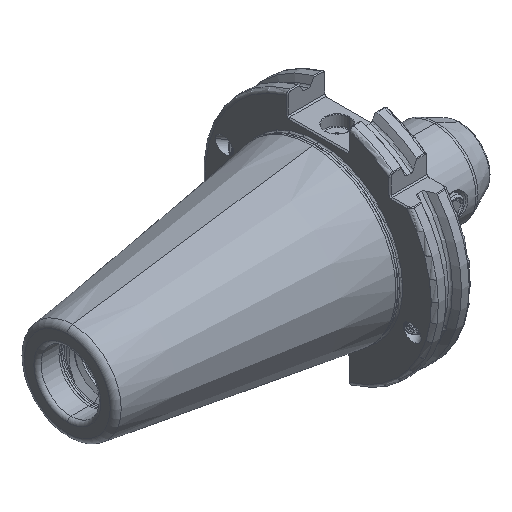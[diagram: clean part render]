
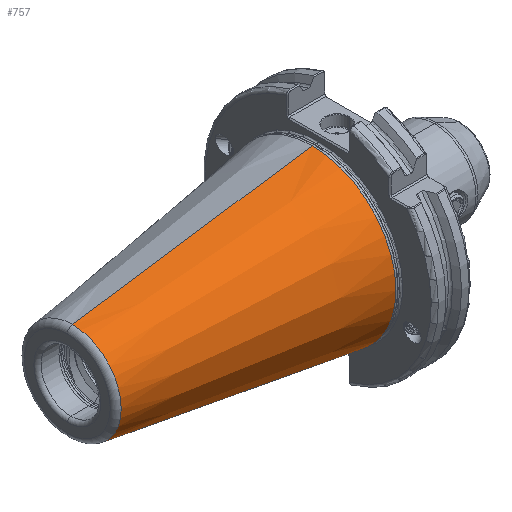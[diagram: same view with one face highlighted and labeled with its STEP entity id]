
A CAD part, isometric view. The second image highlights one B-rep face of the part: STEP entity #757.
In plain terms, the highlighted conical face has half-angle 8.297 degrees and reference radius 35.392 mm.
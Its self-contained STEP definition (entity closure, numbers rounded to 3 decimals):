
#757 = ADVANCED_FACE ( 'NONE', ( #1177 ), #1195, .T. ) ;
#1177 = FACE_OUTER_BOUND ( 'NONE', #5860, .T. ) ;
#1195 = CONICAL_SURFACE ( 'NONE', #11884, 35.392, 0.145 ) ;
#1778 = CARTESIAN_POINT ( 'NONE',  ( -102.811, 0., -20.399 ) ) ;
#1806 = CARTESIAN_POINT ( 'NONE',  ( -2.5, 0., -35.027 ) ) ;
#1810 = CARTESIAN_POINT ( 'NONE',  ( -2.5, -35.027, 0. ) ) ;
#1811 = CARTESIAN_POINT ( 'NONE',  ( -2.5, 0., 35.027 ) ) ;
#1892 = CARTESIAN_POINT ( 'NONE',  ( -102.811, 0., 20.399 ) ) ;
#4327 = EDGE_CURVE ( 'NONE', #6410, #6408, #13237, .T. ) ;
#4369 = EDGE_CURVE ( 'NONE', #6402, #6371, #13224, .T. ) ;
#5288 = DIRECTION ( 'NONE',  ( 0.99, 0., 0.144 ) ) ;
#5594 = CARTESIAN_POINT ( 'NONE',  ( 0., 0., 35.392 ) ) ;
#5860 = EDGE_LOOP ( 'NONE', ( #9878, #9935, #9937, #9965, #10000 ) ) ;
#6371 = VERTEX_POINT ( 'NONE', #1806 ) ;
#6378 = VERTEX_POINT ( 'NONE', #1811 ) ;
#6402 = VERTEX_POINT ( 'NONE', #1810 ) ;
#6408 = VERTEX_POINT ( 'NONE', #1778 ) ;
#6410 = VERTEX_POINT ( 'NONE', #1892 ) ;
#7072 = CARTESIAN_POINT ( 'NONE',  ( -2.5, 0., 0. ) ) ;
#7073 = DIRECTION ( 'NONE',  ( 0., 1., 0. ) ) ;
#7083 = DIRECTION ( 'NONE',  ( 1., 0., 0. ) ) ;
#7890 = DIRECTION ( 'NONE',  ( 1., 0., 0. ) ) ;
#7901 = DIRECTION ( 'NONE',  ( 0., 0., 1. ) ) ;
#7987 = CARTESIAN_POINT ( 'NONE',  ( -102.811, 0., 0. ) ) ;
#9878 = ORIENTED_EDGE ( 'NONE', *, *, #12106, .F. ) ;
#9935 = ORIENTED_EDGE ( 'NONE', *, *, #4327, .T. ) ;
#9937 = ORIENTED_EDGE ( 'NONE', *, *, #12113, .T. ) ;
#9965 = ORIENTED_EDGE ( 'NONE', *, *, #4369, .F. ) ;
#10000 = ORIENTED_EDGE ( 'NONE', *, *, #12171, .F. ) ;
#10304 = LINE ( 'NONE', #5594, #10315 ) ;
#10305 = VECTOR ( 'NONE', #19872, 1000. ) ;
#10315 = VECTOR ( 'NONE', #5288, 1000. ) ;
#10342 = LINE ( 'NONE', #19870, #10305 ) ;
#10389 = CIRCLE ( 'NONE', #27211, 35.027 ) ;
#11884 = AXIS2_PLACEMENT_3D ( 'NONE', #20925, #20961, #20970 ) ;
#12106 = EDGE_CURVE ( 'NONE', #6410, #6378, #10304, .T. ) ;
#12113 = EDGE_CURVE ( 'NONE', #6408, #6371, #10342, .T. ) ;
#12171 = EDGE_CURVE ( 'NONE', #6378, #6402, #10389, .T. ) ;
#13224 = CIRCLE ( 'NONE', #25625, 35.027 ) ;
#13237 = CIRCLE ( 'NONE', #25536, 20.399 ) ;
#19870 = CARTESIAN_POINT ( 'NONE',  ( 0., 0., -35.392 ) ) ;
#19872 = DIRECTION ( 'NONE',  ( 0.99, 0., -0.144 ) ) ;
#20925 = CARTESIAN_POINT ( 'NONE',  ( 0., 0., 0. ) ) ;
#20961 = DIRECTION ( 'NONE',  ( 1., 0., 0. ) ) ;
#20970 = DIRECTION ( 'NONE',  ( 0., 0., -1. ) ) ;
#25536 = AXIS2_PLACEMENT_3D ( 'NONE', #7987, #7890, #7901 ) ;
#25625 = AXIS2_PLACEMENT_3D ( 'NONE', #7072, #7083, #7073 ) ;
#26524 = CARTESIAN_POINT ( 'NONE',  ( -2.5, 0., 0. ) ) ;
#26578 = DIRECTION ( 'NONE',  ( 1., 0., 0. ) ) ;
#26582 = DIRECTION ( 'NONE',  ( 0., 1., 0. ) ) ;
#27211 = AXIS2_PLACEMENT_3D ( 'NONE', #26524, #26578, #26582 ) ;
